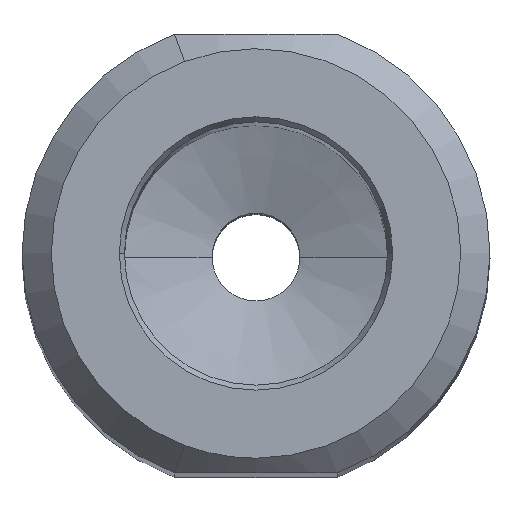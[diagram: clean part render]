
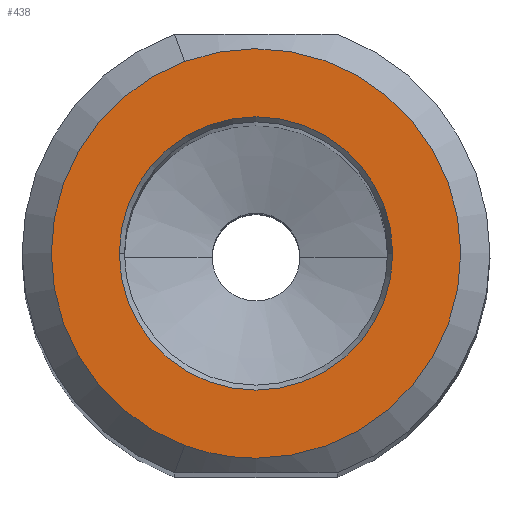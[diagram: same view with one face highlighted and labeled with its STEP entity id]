
A CAD part, top view. The second image highlights one B-rep face of the part: STEP entity #438.
In plain terms, the highlighted planar face has unit normal (0, 0, 1).
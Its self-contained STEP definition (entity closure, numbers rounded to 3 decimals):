
#438=ADVANCED_FACE('',(#552,#553),#517,.T.);
#517=PLANE('',#1630);
#552=FACE_BOUND('',#581,.T.);
#553=FACE_BOUND('',#582,.T.);
#581=EDGE_LOOP('',(#739,#740,#741));
#582=EDGE_LOOP('',(#742,#743));
#739=ORIENTED_EDGE('',*,*,#1244,.F.);
#740=ORIENTED_EDGE('',*,*,#1243,.F.);
#741=ORIENTED_EDGE('',*,*,#1241,.F.);
#742=ORIENTED_EDGE('',*,*,#1245,.F.);
#743=ORIENTED_EDGE('',*,*,#1246,.F.);
#1101=VERTEX_POINT('',#2395);
#1102=VERTEX_POINT('',#2397);
#1103=VERTEX_POINT('',#2401);
#1104=VERTEX_POINT('',#2405);
#1105=VERTEX_POINT('',#2406);
#1241=EDGE_CURVE('',#1101,#1102,#1428,.T.);
#1243=EDGE_CURVE('',#1102,#1103,#1429,.T.);
#1244=EDGE_CURVE('',#1103,#1101,#1430,.T.);
#1245=EDGE_CURVE('',#1104,#1105,#1431,.T.);
#1246=EDGE_CURVE('',#1105,#1104,#1432,.T.);
#1428=CIRCLE('',#1623,7.);
#1429=CIRCLE('',#1625,7.);
#1430=CIRCLE('',#1626,7.);
#1431=CIRCLE('',#1628,4.673);
#1432=CIRCLE('',#1629,4.673);
#1623=AXIS2_PLACEMENT_3D('',#2396,#1867,#1868);
#1625=AXIS2_PLACEMENT_3D('',#2400,#1872,#1873);
#1626=AXIS2_PLACEMENT_3D('',#2402,#1874,#1875);
#1628=AXIS2_PLACEMENT_3D('',#2404,#1878,#1879);
#1629=AXIS2_PLACEMENT_3D('',#2407,#1880,#1881);
#1630=AXIS2_PLACEMENT_3D('',#2408,#1882,#1883);
#1867=DIRECTION('',(0.,0.,-1.));
#1868=DIRECTION('',(-0.348,-0.937,0.));
#1872=DIRECTION('',(0.,0.,-1.));
#1873=DIRECTION('',(-0.348,0.937,0.));
#1874=DIRECTION('',(0.,0.,-1.));
#1875=DIRECTION('',(0.,-1.,0.));
#1878=DIRECTION('',(0.,0.,1.));
#1879=DIRECTION('',(1.,0.,0.));
#1880=DIRECTION('',(0.,0.,1.));
#1881=DIRECTION('',(-1.,0.,0.));
#1882=DIRECTION('',(0.,0.,1.));
#1883=DIRECTION('',(1.,0.,0.));
#2395=CARTESIAN_POINT('',(-2.436,-6.563,0.));
#2396=CARTESIAN_POINT('',(0.,0.,0.));
#2397=CARTESIAN_POINT('',(-2.436,6.562,0.));
#2400=CARTESIAN_POINT('',(0.,0.,0.));
#2401=CARTESIAN_POINT('',(0.,-7.,0.));
#2402=CARTESIAN_POINT('',(0.,0.,0.));
#2404=CARTESIAN_POINT('',(0.,0.,0.));
#2405=CARTESIAN_POINT('',(4.673,0.,0.));
#2406=CARTESIAN_POINT('',(-4.673,0.,0.));
#2407=CARTESIAN_POINT('',(0.,0.,0.));
#2408=CARTESIAN_POINT('',(0.003,0.001,0.));
